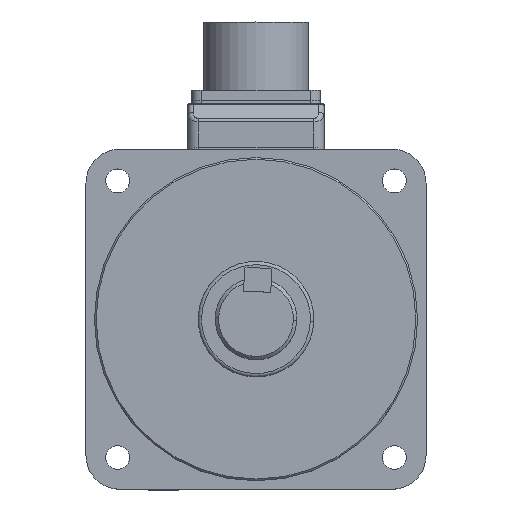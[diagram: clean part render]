
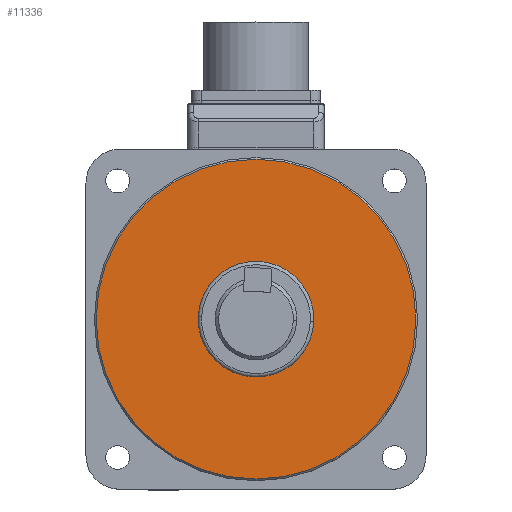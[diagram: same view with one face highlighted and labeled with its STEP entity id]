
A CAD part, top view. The second image highlights one B-rep face of the part: STEP entity #11336.
In plain terms, the highlighted planar face has unit normal (0, 0, 1).
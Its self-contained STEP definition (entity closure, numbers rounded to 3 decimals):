
#876 = VERTEX_POINT ( 'NONE', #35903 ) ;
#7214 = CIRCLE ( 'NONE', #20146, 47. ) ;
#10705 = DIRECTION ( 'NONE',  ( 0., 0., 1. ) ) ;
#11336 = ADVANCED_FACE ( 'NONE', ( #21838 ), #17680, .T. ) ;
#14741 = EDGE_LOOP ( 'NONE', ( #43100, #39442 ) ) ;
#15104 = AXIS2_PLACEMENT_3D ( 'NONE', #32079, #10705, #35692 ) ;
#17680 = PLANE ( 'NONE',  #15104 ) ;
#19062 = AXIS2_PLACEMENT_3D ( 'NONE', #40721, #19297, #44336 ) ;
#19297 = DIRECTION ( 'NONE',  ( 0., 0., 1. ) ) ;
#20146 = AXIS2_PLACEMENT_3D ( 'NONE', #42600, #21134, #46223 ) ;
#21134 = DIRECTION ( 'NONE',  ( 0., 0., 1. ) ) ;
#21838 = FACE_OUTER_BOUND ( 'NONE', #14741, .T. ) ;
#22551 = CIRCLE ( 'NONE', #19062, 47. ) ;
#32079 = CARTESIAN_POINT ( 'NONE',  ( 0., 0., 5. ) ) ;
#34529 = VERTEX_POINT ( 'NONE', #35227 ) ;
#35227 = CARTESIAN_POINT ( 'NONE',  ( -47., 0., 5. ) ) ;
#35692 = DIRECTION ( 'NONE',  ( 1., 0., 0. ) ) ;
#35903 = CARTESIAN_POINT ( 'NONE',  ( 47., 0., 5. ) ) ;
#39442 = ORIENTED_EDGE ( 'NONE', *, *, #45199, .T. ) ;
#40721 = CARTESIAN_POINT ( 'NONE',  ( 0., 0., 5. ) ) ;
#42600 = CARTESIAN_POINT ( 'NONE',  ( 0., 0., 5. ) ) ;
#43100 = ORIENTED_EDGE ( 'NONE', *, *, #43533, .T. ) ;
#43533 = EDGE_CURVE ( 'NONE', #34529, #876, #7214, .T. ) ;
#44336 = DIRECTION ( 'NONE',  ( 1., 0., 0. ) ) ;
#45199 = EDGE_CURVE ( 'NONE', #876, #34529, #22551, .T. ) ;
#46223 = DIRECTION ( 'NONE',  ( 1., 0., 0. ) ) ;
